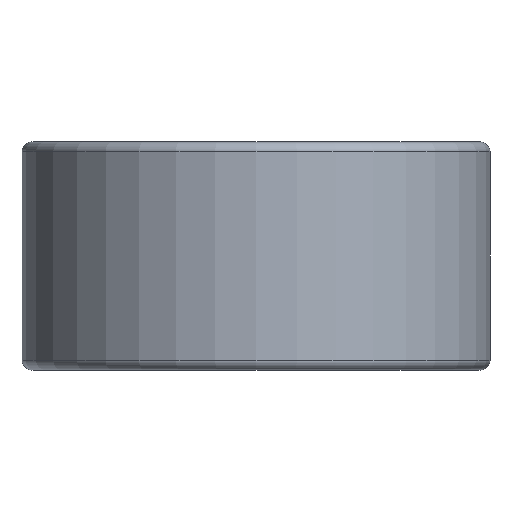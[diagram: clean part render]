
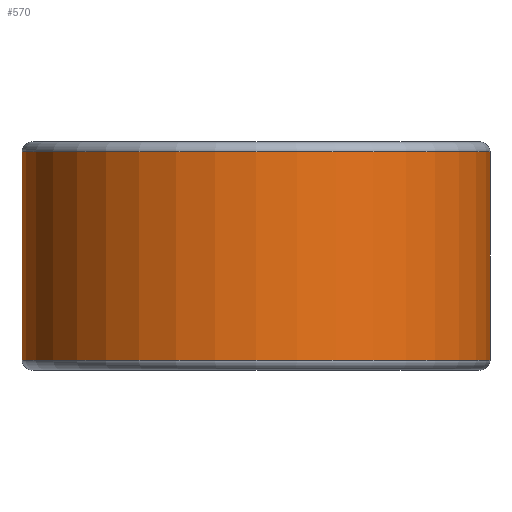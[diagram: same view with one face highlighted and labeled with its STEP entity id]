
A CAD part, front view. The second image highlights one B-rep face of the part: STEP entity #570.
In plain terms, the highlighted cylindrical face has radius 17.856 mm (diameter 35.712 mm), a partial arc.
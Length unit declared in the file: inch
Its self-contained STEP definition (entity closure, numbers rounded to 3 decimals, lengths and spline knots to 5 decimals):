
#77 = CARTESIAN_POINT ( 'NONE',  ( 0.625, -1.718, -0.3125 ) ) ;
#95 = ORIENTED_EDGE ( 'NONE', *, *, #1889, .F. ) ;
#188 = CARTESIAN_POINT ( 'NONE',  ( 1.328, -1.718, 0.3125 ) ) ;
#267 = DIRECTION ( 'NONE',  ( 1., 0., 0. ) ) ;
#295 = CARTESIAN_POINT ( 'NONE',  ( 0.625, -1.718, 0.3125 ) ) ;
#498 = DIRECTION ( 'NONE',  ( 1., 0., 0. ) ) ;
#512 = CARTESIAN_POINT ( 'NONE',  ( 1.328, -1.718, 0. ) ) ;
#562 = VERTEX_POINT ( 'NONE', #1187 ) ;
#570 = ADVANCED_FACE ( 'NONE', ( #1773 ), #1221, .T. ) ;
#578 = ORIENTED_EDGE ( 'NONE', *, *, #2375, .T. ) ;
#764 = DIRECTION ( 'NONE',  ( 1., 0., 0. ) ) ;
#1005 = CARTESIAN_POINT ( 'NONE',  ( -0.078, -1.718, -0.3125 ) ) ;
#1187 = CARTESIAN_POINT ( 'NONE',  ( 1.328, -1.718, -0.3125 ) ) ;
#1221 = CYLINDRICAL_SURFACE ( 'NONE', #1330, 0.703 ) ;
#1330 = AXIS2_PLACEMENT_3D ( 'NONE', #2229, #1846, #764 ) ;
#1484 = CIRCLE ( 'NONE', #1812, 0.703 ) ;
#1488 = DIRECTION ( 'NONE',  ( 0., 0., -1. ) ) ;
#1562 = VERTEX_POINT ( 'NONE', #188 ) ;
#1582 = DIRECTION ( 'NONE',  ( 0., 0., 1. ) ) ;
#1630 = EDGE_LOOP ( 'NONE', ( #2144, #578, #95, #2085 ) ) ;
#1693 = CARTESIAN_POINT ( 'NONE',  ( -0.078, -1.718, 0.3125 ) ) ;
#1700 = CARTESIAN_POINT ( 'NONE',  ( -0.078, -1.718, 0.3125 ) ) ;
#1773 = FACE_OUTER_BOUND ( 'NONE', #1630, .T. ) ;
#1812 = AXIS2_PLACEMENT_3D ( 'NONE', #77, #1582, #267 ) ;
#1821 = DIRECTION ( 'NONE',  ( 0., 0., 1. ) ) ;
#1846 = DIRECTION ( 'NONE',  ( 0., 0., 1. ) ) ;
#1889 = EDGE_CURVE ( 'NONE', #2592, #1562, #2464, .T. ) ;
#2018 = VECTOR ( 'NONE', #2411, 39.37008 ) ;
#2085 = ORIENTED_EDGE ( 'NONE', *, *, #2573, .T. ) ;
#2086 = VERTEX_POINT ( 'NONE', #1005 ) ;
#2137 = LINE ( 'NONE', #1693, #2601 ) ;
#2144 = ORIENTED_EDGE ( 'NONE', *, *, #2276, .T. ) ;
#2229 = CARTESIAN_POINT ( 'NONE',  ( 0.625, -1.718, 0. ) ) ;
#2276 = EDGE_CURVE ( 'NONE', #2086, #562, #1484, .T. ) ;
#2340 = AXIS2_PLACEMENT_3D ( 'NONE', #295, #1821, #498 ) ;
#2375 = EDGE_CURVE ( 'NONE', #562, #1562, #2545, .T. ) ;
#2411 = DIRECTION ( 'NONE',  ( 0., 0., 1. ) ) ;
#2464 = CIRCLE ( 'NONE', #2340, 0.703 ) ;
#2545 = LINE ( 'NONE', #512, #2018 ) ;
#2573 = EDGE_CURVE ( 'NONE', #2592, #2086, #2137, .T. ) ;
#2592 = VERTEX_POINT ( 'NONE', #1700 ) ;
#2601 = VECTOR ( 'NONE', #1488, 39.37008 ) ;
